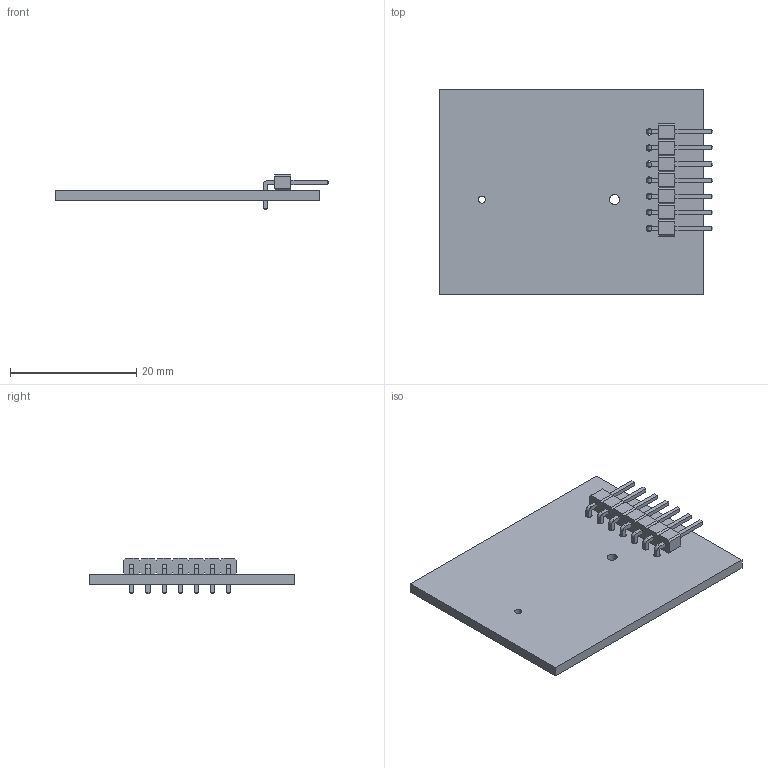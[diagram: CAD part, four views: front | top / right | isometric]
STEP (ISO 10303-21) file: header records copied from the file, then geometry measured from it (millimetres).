
FILE_DESCRIPTION(('KiCad electronic assembly'),'2;1');
FILE_NAME('sd_conn.step','2021-10-06T17:57:17',('An Author'),( 'A Company'),'Open CASCADE STEP processor 6.9', 'KiCad to STEP converter','Unknown');
FILE_SCHEMA(('AUTOMOTIVE_DESIGN { 1 0 10303 214 1 1 1 1 }'));
Length unit declared in the file: millimetre
Products named in the file (4): Open CASCADE STEP translator 6.9 1; PinHeader_1x07_P2.54mm_Horizontal; SOLID; COMPOUND
Assembly tree (3 placements, depth 3):
  Open CASCADE STEP translator 6.9 1
    PinHeader_1x07_P2.54mm_Horizontal
      SOLID
    COMPOUND
Bounding box: 43.29 x 32.5 x 5.54 mm (x, y, z)
Volume: 2302.9 mm3; surface area: 3384.3 mm2
Topology: 2 solids, 2 shells, 208 faces, 514 edges, 324 vertices
Faces by surface type: plane 192, cylinder 16
Full cylindrical faces by diameter (mm): 1 x7, 1.1 x1, 1.6 x1
Entity records: 14135 total; most frequent: CARTESIAN_POINT 2078, DIRECTION 1998, LINE 1478, VECTOR 1478, ORIENTED_EDGE 1028, PCURVE 1028, DEFINITIONAL_REPRESENTATION 1028, EDGE_CURVE 514
